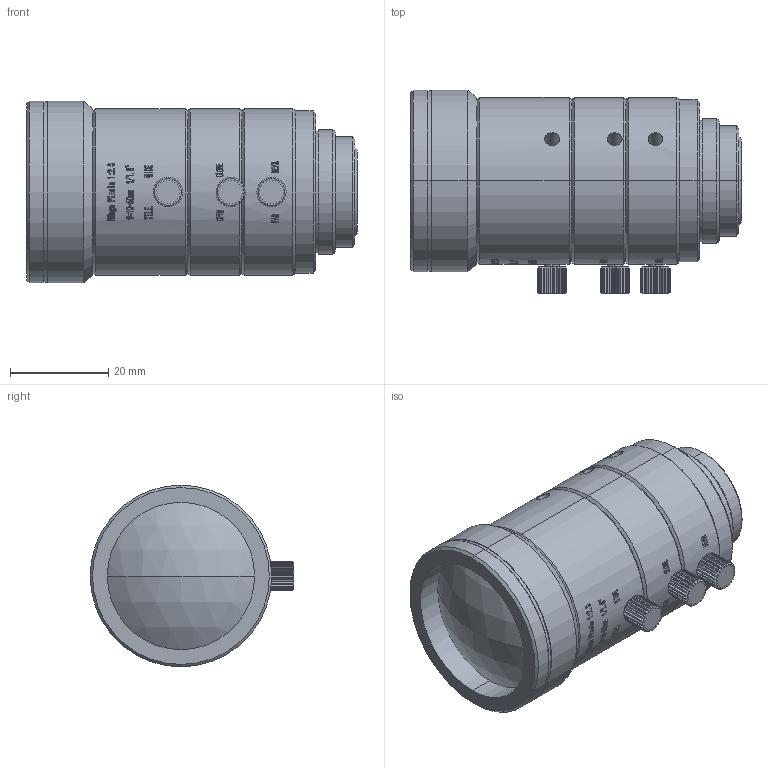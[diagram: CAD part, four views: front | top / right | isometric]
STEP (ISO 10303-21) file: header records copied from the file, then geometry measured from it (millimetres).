
FILE_DESCRIPTION (( 'STEP AP203' ), '1' );
FILE_NAME ('640002.STEP', '2025-04-16T05:17:59', ( 'MSI' ), ( '' ), 'SwSTEP 2.0', 'SolidWorks 2020', '' );
FILE_SCHEMA (( 'CONFIG_CONTROL_DESIGN' ));
Length unit declared in the file: millimetre
Products named in the file (1): 640002
Bounding box: 67.35 x 41.5 x 37 mm (x, y, z)
Volume: 57035.5 mm3; surface area: 11056.2 mm2
Topology: 1 solids, 1 shells, 1286 faces, 3520 edges, 2337 vertices
Faces by surface type: plane 636, bspline 500, cylinder 122, cone 26, sphere 2
Entity records: 71742 total; most frequent: CARTESIAN_POINT 43365, ORIENTED_EDGE 7040, DIRECTION 3835, EDGE_CURVE 3520, VERTEX_POINT 2337, B_SPLINE_CURVE_WITH_KNOTS 1609, VECTOR 1561, LINE 1561
